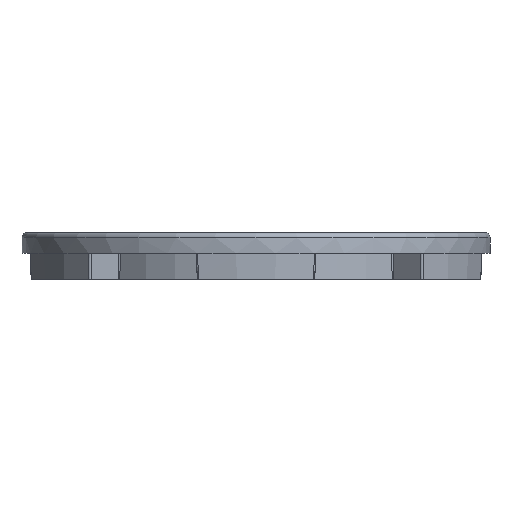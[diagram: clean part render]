
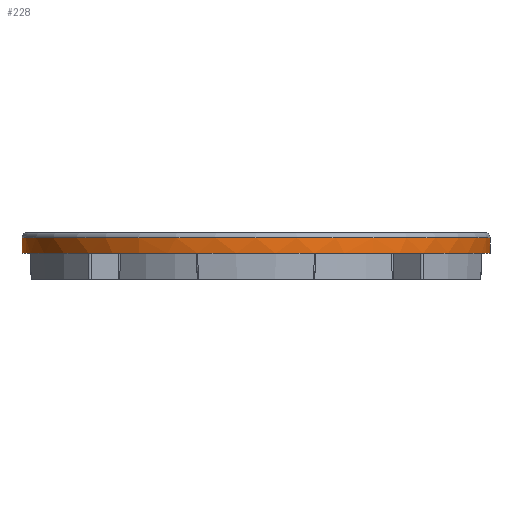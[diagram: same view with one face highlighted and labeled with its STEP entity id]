
A CAD part, front view. The second image highlights one B-rep face of the part: STEP entity #228.
In plain terms, the highlighted cylindrical face has radius 45 mm (diameter 90 mm), a partial arc.
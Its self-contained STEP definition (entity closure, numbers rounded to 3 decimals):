
#58 = AXIS2_PLACEMENT_3D ( 'NONE', #3625, #4469, #1527 ) ;
#69 = VERTEX_POINT ( 'NONE', #1214 ) ;
#73 = ORIENTED_EDGE ( 'NONE', *, *, #2332, .T. ) ;
#111 = EDGE_LOOP ( 'NONE', ( #943, #73, #3745, #3747, #5118, #1375, #1471, #3392, #4561, #3935 ) ) ;
#212 = DIRECTION ( 'NONE',  ( -1., 0., 0. ) ) ;
#228 = ADVANCED_FACE ( 'NONE', ( #2002 ), #2026, .T. ) ;
#257 = CARTESIAN_POINT ( 'NONE',  ( 0., 0., 5. ) ) ;
#370 = CIRCLE ( 'NONE', #1635, 45. ) ;
#597 = CARTESIAN_POINT ( 'NONE',  ( 0., 0., 5. ) ) ;
#602 = EDGE_CURVE ( 'NONE', #1184, #5229, #4203, .T. ) ;
#631 = CARTESIAN_POINT ( 'NONE',  ( -45., 0., 5. ) ) ;
#662 = VERTEX_POINT ( 'NONE', #2337 ) ;
#679 = DIRECTION ( 'NONE',  ( 0., 0., 1. ) ) ;
#686 = CIRCLE ( 'NONE', #4975, 45. ) ;
#751 = LINE ( 'NONE', #2834, #1815 ) ;
#943 = ORIENTED_EDGE ( 'NONE', *, *, #4008, .F. ) ;
#956 = CARTESIAN_POINT ( 'NONE',  ( -43.346, -12.09, 5. ) ) ;
#971 = VERTEX_POINT ( 'NONE', #4484 ) ;
#1009 = CARTESIAN_POINT ( 'NONE',  ( 0., 0., 5. ) ) ;
#1062 = DIRECTION ( 'NONE',  ( 1., 0., 0. ) ) ;
#1130 = AXIS2_PLACEMENT_3D ( 'NONE', #597, #4665, #212 ) ;
#1184 = VERTEX_POINT ( 'NONE', #3420 ) ;
#1214 = CARTESIAN_POINT ( 'NONE',  ( 32.143, -31.494, 5. ) ) ;
#1321 = VERTEX_POINT ( 'NONE', #4749 ) ;
#1323 = EDGE_CURVE ( 'NONE', #3785, #69, #686, .T. ) ;
#1372 = DIRECTION ( 'NONE',  ( 0., 0., 1. ) ) ;
#1375 = ORIENTED_EDGE ( 'NONE', *, *, #4790, .T. ) ;
#1471 = ORIENTED_EDGE ( 'NONE', *, *, #602, .F. ) ;
#1527 = DIRECTION ( 'NONE',  ( -1., 0., 0. ) ) ;
#1532 = CARTESIAN_POINT ( 'NONE',  ( 0., 0., 5. ) ) ;
#1572 = CARTESIAN_POINT ( 'NONE',  ( 45., 0., 9. ) ) ;
#1635 = AXIS2_PLACEMENT_3D ( 'NONE', #4871, #2410, #4635 ) ;
#1815 = VECTOR ( 'NONE', #3623, 1000. ) ;
#1851 = DIRECTION ( 'NONE',  ( -1., 0., 0. ) ) ;
#1955 = DIRECTION ( 'NONE',  ( 0., 0., -1. ) ) ;
#2002 = FACE_OUTER_BOUND ( 'NONE', #111, .T. ) ;
#2026 = CYLINDRICAL_SURFACE ( 'NONE', #58, 45. ) ;
#2086 = CARTESIAN_POINT ( 'NONE',  ( 0., 0., 8. ) ) ;
#2189 = EDGE_CURVE ( 'NONE', #5286, #3112, #2236, .T. ) ;
#2236 = CIRCLE ( 'NONE', #4632, 45. ) ;
#2273 = DIRECTION ( 'NONE',  ( 1., 0., 0. ) ) ;
#2319 = AXIS2_PLACEMENT_3D ( 'NONE', #2086, #3266, #4521 ) ;
#2332 = EDGE_CURVE ( 'NONE', #662, #1321, #5154, .T. ) ;
#2337 = CARTESIAN_POINT ( 'NONE',  ( 45., 0., 8. ) ) ;
#2353 = CARTESIAN_POINT ( 'NONE',  ( 0., 0., 5. ) ) ;
#2410 = DIRECTION ( 'NONE',  ( 0., 0., 1. ) ) ;
#2475 = CARTESIAN_POINT ( 'NONE',  ( 0., 0., 5. ) ) ;
#2564 = CIRCLE ( 'NONE', #4796, 45. ) ;
#2596 = DIRECTION ( 'NONE',  ( 1., 0., 0. ) ) ;
#2689 = CARTESIAN_POINT ( 'NONE',  ( -32.143, -31.494, 5. ) ) ;
#2733 = AXIS2_PLACEMENT_3D ( 'NONE', #2475, #1372, #2596 ) ;
#2834 = CARTESIAN_POINT ( 'NONE',  ( -45., 0., 9. ) ) ;
#2884 = CIRCLE ( 'NONE', #4191, 45. ) ;
#3112 = VERTEX_POINT ( 'NONE', #956 ) ;
#3266 = DIRECTION ( 'NONE',  ( 0., 0., -1. ) ) ;
#3343 = EDGE_CURVE ( 'NONE', #1184, #69, #2884, .T. ) ;
#3392 = ORIENTED_EDGE ( 'NONE', *, *, #3343, .T. ) ;
#3401 = EDGE_CURVE ( 'NONE', #4577, #3112, #2564, .T. ) ;
#3420 = CARTESIAN_POINT ( 'NONE',  ( 11.203, -43.583, 5. ) ) ;
#3438 = CARTESIAN_POINT ( 'NONE',  ( 43.346, -12.09, 5. ) ) ;
#3515 = CARTESIAN_POINT ( 'NONE',  ( -11.203, -43.583, 5. ) ) ;
#3584 = VECTOR ( 'NONE', #4834, 1000. ) ;
#3595 = LINE ( 'NONE', #1572, #3584 ) ;
#3600 = EDGE_CURVE ( 'NONE', #3785, #971, #5054, .T. ) ;
#3623 = DIRECTION ( 'NONE',  ( 0., 0., -1. ) ) ;
#3625 = CARTESIAN_POINT ( 'NONE',  ( 0., 0., 9. ) ) ;
#3745 = ORIENTED_EDGE ( 'NONE', *, *, #5071, .T. ) ;
#3747 = ORIENTED_EDGE ( 'NONE', *, *, #3401, .T. ) ;
#3785 = VERTEX_POINT ( 'NONE', #3438 ) ;
#3935 = ORIENTED_EDGE ( 'NONE', *, *, #3600, .T. ) ;
#3958 = DIRECTION ( 'NONE',  ( 0., 0., -1. ) ) ;
#4008 = EDGE_CURVE ( 'NONE', #662, #971, #3595, .T. ) ;
#4191 = AXIS2_PLACEMENT_3D ( 'NONE', #257, #679, #2273 ) ;
#4203 = CIRCLE ( 'NONE', #1130, 45. ) ;
#4469 = DIRECTION ( 'NONE',  ( 0., 0., -1. ) ) ;
#4484 = CARTESIAN_POINT ( 'NONE',  ( 45., 0., 5. ) ) ;
#4521 = DIRECTION ( 'NONE',  ( 1., 0., 0. ) ) ;
#4561 = ORIENTED_EDGE ( 'NONE', *, *, #1323, .F. ) ;
#4577 = VERTEX_POINT ( 'NONE', #631 ) ;
#4632 = AXIS2_PLACEMENT_3D ( 'NONE', #2353, #1955, #4822 ) ;
#4635 = DIRECTION ( 'NONE',  ( 1., 0., 0. ) ) ;
#4665 = DIRECTION ( 'NONE',  ( 0., 0., -1. ) ) ;
#4749 = CARTESIAN_POINT ( 'NONE',  ( -45., 0., 8. ) ) ;
#4790 = EDGE_CURVE ( 'NONE', #5286, #5229, #370, .T. ) ;
#4796 = AXIS2_PLACEMENT_3D ( 'NONE', #1009, #5151, #1062 ) ;
#4822 = DIRECTION ( 'NONE',  ( -1., 0., 0. ) ) ;
#4834 = DIRECTION ( 'NONE',  ( 0., 0., -1. ) ) ;
#4871 = CARTESIAN_POINT ( 'NONE',  ( 0., 0., 5. ) ) ;
#4975 = AXIS2_PLACEMENT_3D ( 'NONE', #1532, #3958, #1851 ) ;
#5054 = CIRCLE ( 'NONE', #2733, 45. ) ;
#5071 = EDGE_CURVE ( 'NONE', #1321, #4577, #751, .T. ) ;
#5118 = ORIENTED_EDGE ( 'NONE', *, *, #2189, .F. ) ;
#5151 = DIRECTION ( 'NONE',  ( 0., 0., 1. ) ) ;
#5154 = CIRCLE ( 'NONE', #2319, 45. ) ;
#5229 = VERTEX_POINT ( 'NONE', #3515 ) ;
#5286 = VERTEX_POINT ( 'NONE', #2689 ) ;
